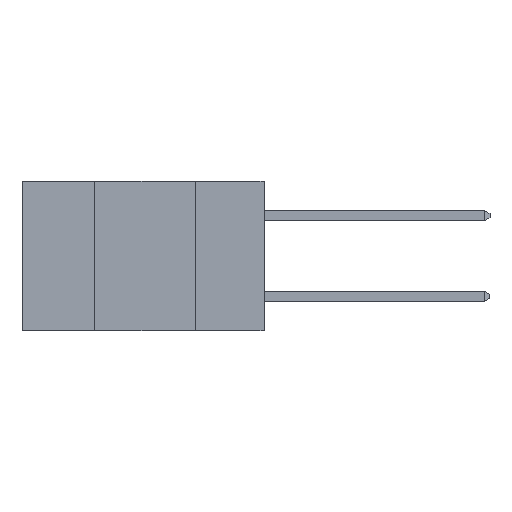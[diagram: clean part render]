
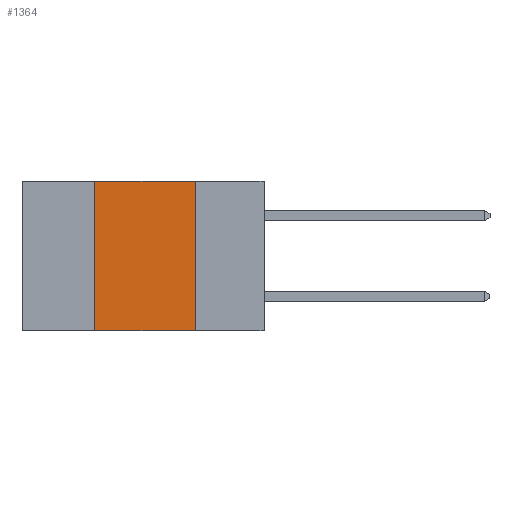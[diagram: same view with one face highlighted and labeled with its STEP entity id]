
A CAD part, left-side view. The second image highlights one B-rep face of the part: STEP entity #1364.
In plain terms, the highlighted planar face has unit normal (-1, 0, 0).
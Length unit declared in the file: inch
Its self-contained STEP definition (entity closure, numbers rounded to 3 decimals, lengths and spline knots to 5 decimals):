
#104 = VERTEX_POINT ( 'NONE', #4093 ) ;
#412 = CARTESIAN_POINT ( 'NONE',  ( 0., 0.6, 0. ) ) ;
#686 = DIRECTION ( 'NONE',  ( 0., -1., 0. ) ) ;
#1004 = DIRECTION ( 'NONE',  ( 1., 0., 0. ) ) ;
#1053 = EDGE_LOOP ( 'NONE', ( #6357, #4028, #8991, #8176 ) ) ;
#1335 = AXIS2_PLACEMENT_3D ( 'NONE', #412, #1004, #7341 ) ;
#1364 = ADVANCED_FACE ( 'NONE', ( #5300 ), #2538, .F. ) ;
#1759 = LINE ( 'NONE', #3144, #8277 ) ;
#1826 = CARTESIAN_POINT ( 'NONE',  ( 0., 0.42, -0.37 ) ) ;
#1842 = VERTEX_POINT ( 'NONE', #5566 ) ;
#2389 = VERTEX_POINT ( 'NONE', #4053 ) ;
#2448 = DIRECTION ( 'NONE',  ( 0., -1., 0. ) ) ;
#2538 = PLANE ( 'NONE',  #1335 ) ;
#3043 = VERTEX_POINT ( 'NONE', #8766 ) ;
#3144 = CARTESIAN_POINT ( 'NONE',  ( 0., 0.6, -0.37 ) ) ;
#3289 = VECTOR ( 'NONE', #5102, 39.37008 ) ;
#3502 = EDGE_CURVE ( 'NONE', #104, #3043, #5182, .T. ) ;
#4022 = VECTOR ( 'NONE', #5326, 39.37008 ) ;
#4028 = ORIENTED_EDGE ( 'NONE', *, *, #8858, .F. ) ;
#4053 = CARTESIAN_POINT ( 'NONE',  ( 0., 0.17, -0.37 ) ) ;
#4093 = CARTESIAN_POINT ( 'NONE',  ( 0., 0.42, -0.37 ) ) ;
#4214 = CARTESIAN_POINT ( 'NONE',  ( 0., 0.6, 0. ) ) ;
#4394 = CARTESIAN_POINT ( 'NONE',  ( 0., 0.17, -0.37 ) ) ;
#4685 = EDGE_CURVE ( 'NONE', #1842, #2389, #8949, .T. ) ;
#5102 = DIRECTION ( 'NONE',  ( 0., 0., -1. ) ) ;
#5182 = LINE ( 'NONE', #1826, #4022 ) ;
#5300 = FACE_OUTER_BOUND ( 'NONE', #1053, .T. ) ;
#5326 = DIRECTION ( 'NONE',  ( 0., 0., 1. ) ) ;
#5566 = CARTESIAN_POINT ( 'NONE',  ( 0., 0.17, 0. ) ) ;
#6357 = ORIENTED_EDGE ( 'NONE', *, *, #4685, .F. ) ;
#6924 = LINE ( 'NONE', #4214, #7390 ) ;
#7341 = DIRECTION ( 'NONE',  ( 0., 0., -1. ) ) ;
#7390 = VECTOR ( 'NONE', #686, 39.37008 ) ;
#8176 = ORIENTED_EDGE ( 'NONE', *, *, #8745, .T. ) ;
#8277 = VECTOR ( 'NONE', #2448, 39.37008 ) ;
#8745 = EDGE_CURVE ( 'NONE', #104, #2389, #1759, .T. ) ;
#8766 = CARTESIAN_POINT ( 'NONE',  ( 0., 0.42, 0. ) ) ;
#8858 = EDGE_CURVE ( 'NONE', #3043, #1842, #6924, .T. ) ;
#8949 = LINE ( 'NONE', #4394, #3289 ) ;
#8991 = ORIENTED_EDGE ( 'NONE', *, *, #3502, .F. ) ;
